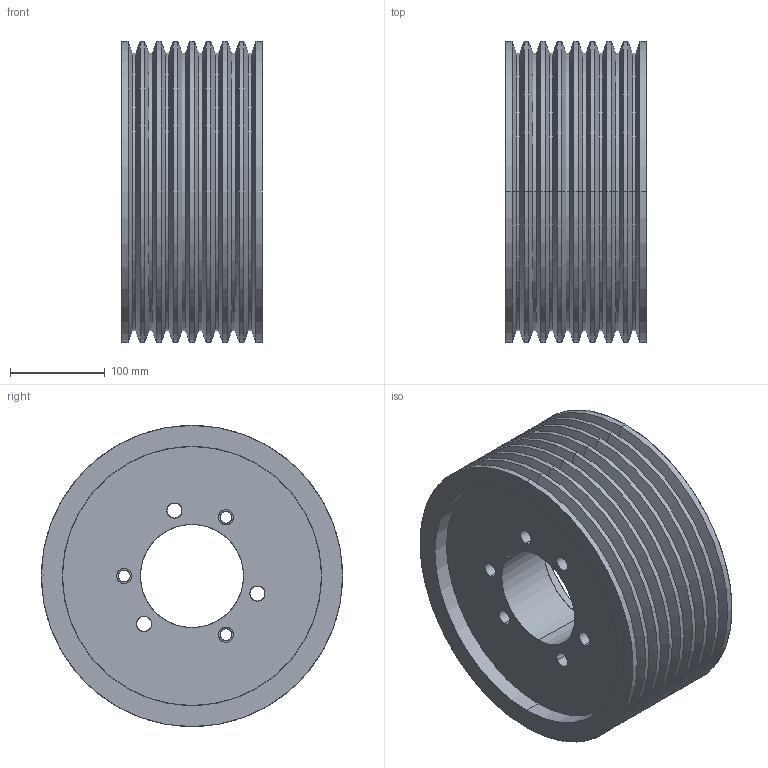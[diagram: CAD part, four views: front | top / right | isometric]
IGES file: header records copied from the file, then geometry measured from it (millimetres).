
Start section: SolidWorks IGES file using analytic representation for surfaces
Global section: file name: 8585V1207091416304093.igs; native system: SolidWorks 2010; preprocessor: SolidWorks 2010; author: partstream; date: 100709.141640; units: inch
Bounding box: 147.64 x 317.5 x 317.5 mm (x, y, z)
Surface area: 524893.5 mm2 (no closed solid volume)
Topology: 0 solids, 0 shells, 135 faces, 1620 edges, 1620 vertices
Faces by surface type: revolution 90, bspline 45
